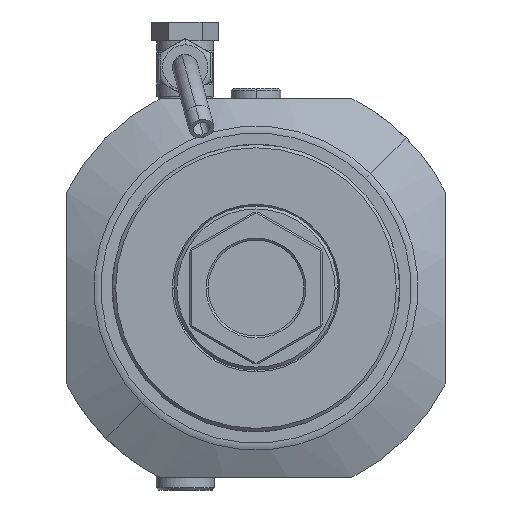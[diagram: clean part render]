
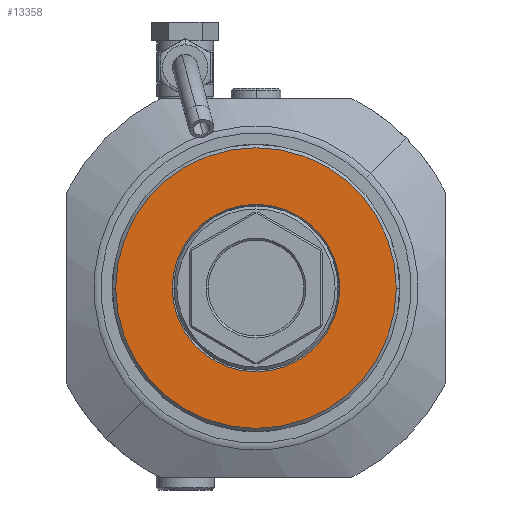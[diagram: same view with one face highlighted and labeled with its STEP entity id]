
A CAD part, left-side view. The second image highlights one B-rep face of the part: STEP entity #13358.
In plain terms, the highlighted planar face has unit normal (-1, 0, 0).
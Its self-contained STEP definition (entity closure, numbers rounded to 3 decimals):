
#5534=CARTESIAN_POINT('',(-26.5,0.,0.));
#5535=DIRECTION('',(-1.,0.,0.));
#5536=DIRECTION('',(0.,1.,0.));
#5537=AXIS2_PLACEMENT_3D('',#5534,#5535,#5536);
#5539=CARTESIAN_POINT('',(-26.5,0.,0.));
#5540=DIRECTION('',(-1.,0.,0.));
#5541=DIRECTION('',(0.,-1.,0.));
#5542=AXIS2_PLACEMENT_3D('',#5539,#5540,#5541);
#5544=CARTESIAN_POINT('',(-26.5,0.,0.));
#5545=DIRECTION('',(1.,0.,0.));
#5546=DIRECTION('',(0.,1.,0.));
#5547=AXIS2_PLACEMENT_3D('',#5544,#5545,#5546);
#5549=CARTESIAN_POINT('',(-26.5,0.,0.));
#5550=DIRECTION('',(1.,0.,0.));
#5551=DIRECTION('',(0.,-1.,0.));
#5552=AXIS2_PLACEMENT_3D('',#5549,#5550,#5551);
#7599=CARTESIAN_POINT('',(-26.5,20.116,0.));
#7600=CARTESIAN_POINT('',(-26.5,-20.116,0.));
#7601=VERTEX_POINT('',#7599);
#7602=VERTEX_POINT('',#7600);
#7603=CARTESIAN_POINT('',(-26.5,33.7,0.));
#7604=CARTESIAN_POINT('',(-26.5,-33.7,0.));
#7605=VERTEX_POINT('',#7603);
#7606=VERTEX_POINT('',#7604);
#13342=CARTESIAN_POINT('',(-26.5,0.,0.));
#13343=DIRECTION('',(-1.,0.,0.));
#13344=DIRECTION('',(0.,1.,0.));
#13345=AXIS2_PLACEMENT_3D('',#13342,#13343,#13344);
#13346=PLANE('',#13345);
#13347=ORIENTED_EDGE('',*,*,#13332,.F.);
#13349=ORIENTED_EDGE('',*,*,#13348,.F.);
#13350=EDGE_LOOP('',(#13347,#13349));
#13351=FACE_OUTER_BOUND('',#13350,.F.);
#13353=ORIENTED_EDGE('',*,*,#13352,.F.);
#13355=ORIENTED_EDGE('',*,*,#13354,.F.);
#13356=EDGE_LOOP('',(#13353,#13355));
#13357=FACE_BOUND('',#13356,.F.);
#5538=CIRCLE('',#5537,33.7);
#5543=CIRCLE('',#5542,33.7);
#5548=CIRCLE('',#5547,20.116);
#5553=CIRCLE('',#5552,20.116);
#13332=EDGE_CURVE('',#7605,#7606,#5538,.T.);
#13348=EDGE_CURVE('',#7606,#7605,#5543,.T.);
#13352=EDGE_CURVE('',#7601,#7602,#5548,.T.);
#13354=EDGE_CURVE('',#7602,#7601,#5553,.T.);
#13358=ADVANCED_FACE('',(#13351,#13357),#13346,.T.);
